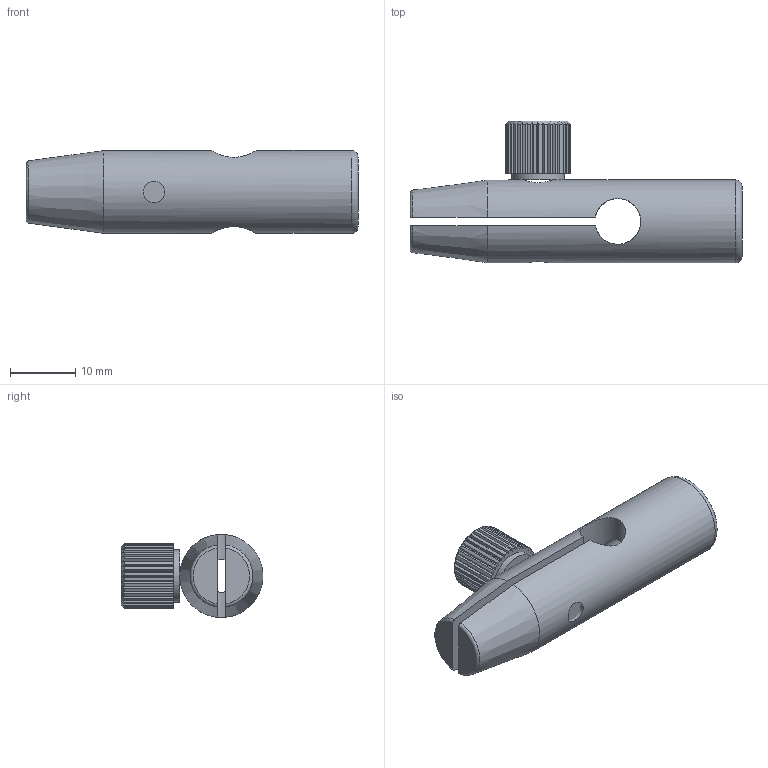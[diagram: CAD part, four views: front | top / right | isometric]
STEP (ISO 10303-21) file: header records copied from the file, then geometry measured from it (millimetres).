
FILE_DESCRIPTION (( 'STEP AP203' ), '1' );
FILE_NAME ('EPH-1.5.step', '2017-01-11T07:14:43', ( '¦K¬P' ), ( '' ), 'SwSTEP 2.0', 'SolidWorks 2012', '' );
FILE_SCHEMA (( 'CONFIG_CONTROL_DESIGN' ));
Length unit declared in the file: millimetre
Products named in the file (1): EPH-1.5
Bounding box: 50.8 x 21.7 x 12.7 mm (x, y, z)
Surface area: 3654.3 mm2 (no closed solid volume)
Topology: 0 solids, 3 shells, 132 faces, 381 edges, 255 vertices
Faces by surface type: plane 83, cylinder 43, torus 3, cone 3
Full cylindrical faces by diameter (mm): 3.3 x1, 5 x1, 8 x1, 12.7 x1
Entity records: 4815 total; most frequent: CARTESIAN_POINT 1374, ORIENTED_EDGE 742, DIRECTION 642, EDGE_CURVE 373, VERTEX_POINT 253, AXIS2_PLACEMENT_3D 223, LINE 196, VECTOR 196
